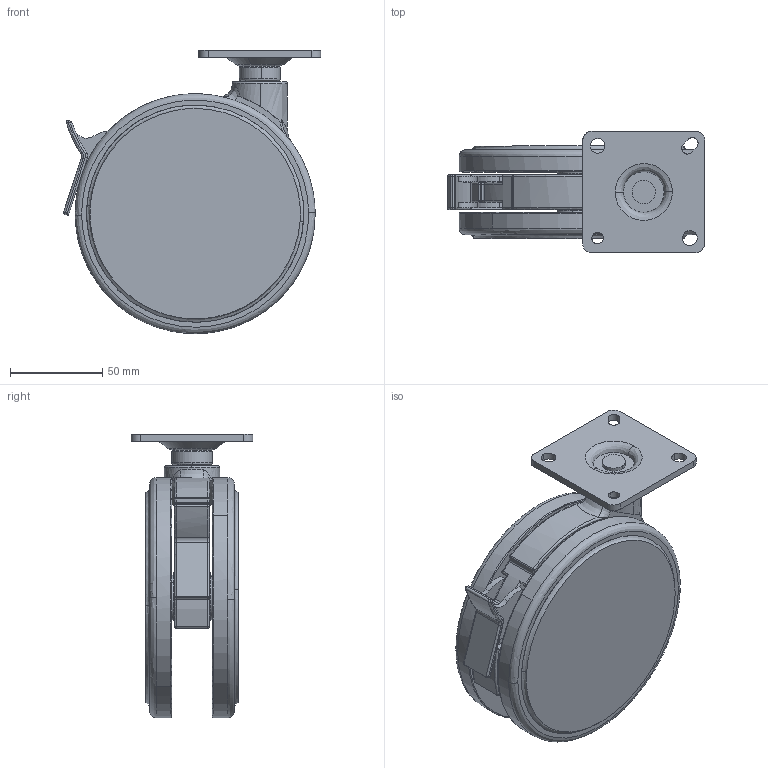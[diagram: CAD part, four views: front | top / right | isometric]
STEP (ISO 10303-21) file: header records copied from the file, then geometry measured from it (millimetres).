
FILE_DESCRIPTION((''),'2;1');
FILE_NAME('','2008-04-30T14:20:19',(''),(''),'','CADfix','');
FILE_SCHEMA(('AUTOMOTIVE_DESIGN { 1 0 10303 214 1 1 1 1 }'));
Length unit declared in the file: millimetre
Bounding box: 139.42 x 66 x 153.5 mm (x, y, z)
Volume: 477801.4 mm3; surface area: 112202.6 mm2
Topology: 6 solids, 6 shells, 302 faces, 861 edges, 582 vertices
Faces by surface type: bspline 302
Entity records: 12655 total; most frequent: CARTESIAN_POINT 7898, ORIENTED_EDGE 1714, EDGE_CURVE 857, VERTEX_POINT 582, QUASI_UNIFORM_CURVE 333, EDGE_LOOP 329, FACE_OUTER_BOUND 302, ADVANCED_FACE 302
